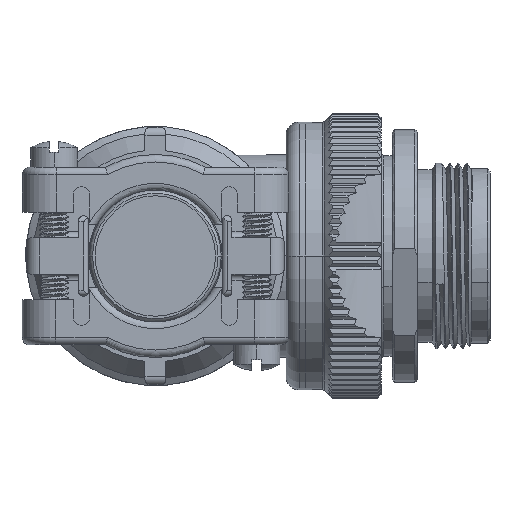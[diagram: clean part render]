
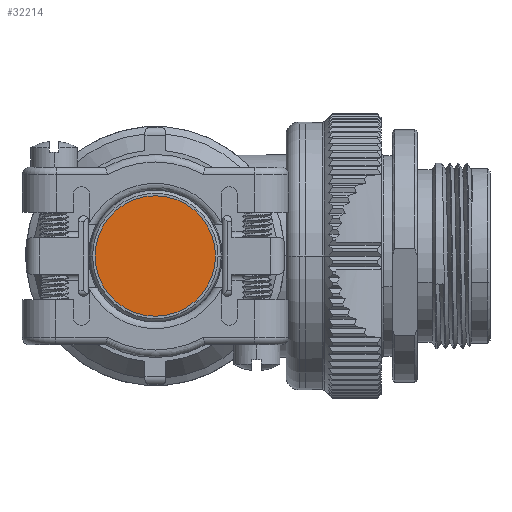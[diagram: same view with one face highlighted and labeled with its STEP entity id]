
A CAD part, front view. The second image highlights one B-rep face of the part: STEP entity #32214.
In plain terms, the highlighted planar face has unit normal (0, -1, 0).
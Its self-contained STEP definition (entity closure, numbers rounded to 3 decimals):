
#6647=CARTESIAN_POINT('',(0.,-83.267,0.));
#6648=DIRECTION('',(0.,-1.,0.));
#6649=DIRECTION('',(-1.,0.,0.));
#6650=AXIS2_PLACEMENT_3D('',#6647,#6648,#6649);
#6660=CARTESIAN_POINT('',(0.,-83.267,0.));
#6661=DIRECTION('',(0.,-1.,0.));
#6662=DIRECTION('',(1.,0.,0.));
#6663=AXIS2_PLACEMENT_3D('',#6660,#6661,#6662);
#24281=CARTESIAN_POINT('',(7.135,-83.267,0.));
#24282=CARTESIAN_POINT('',(-7.135,-83.267,0.));
#24283=VERTEX_POINT('',#24281);
#24284=VERTEX_POINT('',#24282);
#32204=CARTESIAN_POINT('',(0.,-83.267,0.));
#32205=DIRECTION('',(0.,-1.,0.));
#32206=DIRECTION('',(-1.,0.,0.));
#32207=AXIS2_PLACEMENT_3D('',#32204,#32205,#32206);
#32208=PLANE('5028',#32207);
#32210=ORIENTED_EDGE('5158',*,*,#32209,.F.);
#32211=ORIENTED_EDGE('5161',*,*,#32187,.F.);
#32212=EDGE_LOOP('5028',(#32210,#32211));
#32213=FACE_OUTER_BOUND('5028',#32212,.F.);
#6651=CIRCLE('5161',#6650,7.135);
#6664=CIRCLE('5158',#6663,7.135);
#32187=EDGE_CURVE('5161',#24284,#24283,#6651,.T.);
#32209=EDGE_CURVE('5158',#24283,#24284,#6664,.T.);
#32214=ADVANCED_FACE('5028',(#32213),#32208,.T.);
